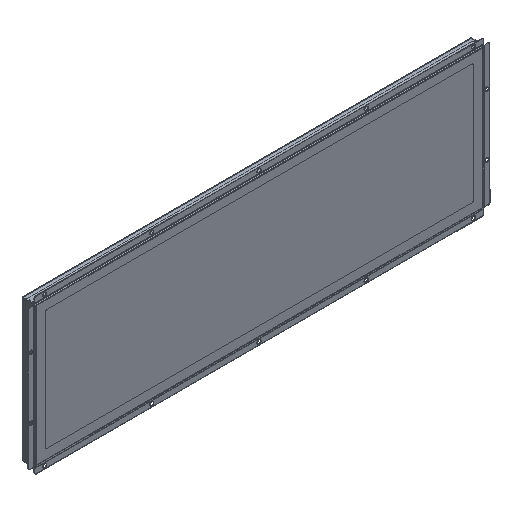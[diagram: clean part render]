
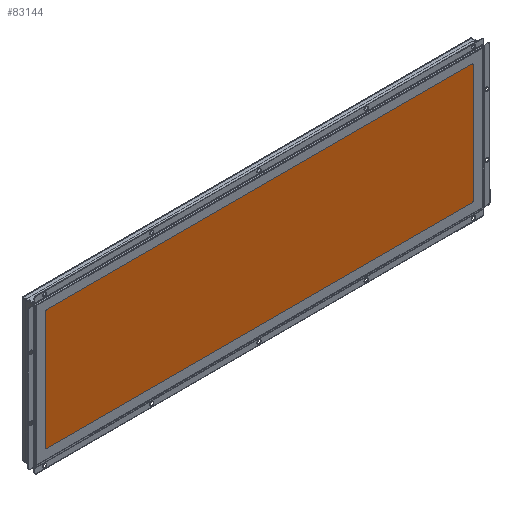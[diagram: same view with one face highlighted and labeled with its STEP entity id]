
A CAD part, isometric view. The second image highlights one B-rep face of the part: STEP entity #83144.
In plain terms, the highlighted face is planar.
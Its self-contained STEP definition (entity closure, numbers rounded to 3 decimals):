
#5244=PLANE('',#88131);
#8294=FACE_OUTER_BOUND('',#12736,.T.);
#12736=EDGE_LOOP('',(#58484,#58485,#58486,#58487,#58488,#58489,#58490,#58491));
#17672=LINE('',#117552,#26853);
#17673=LINE('',#117556,#26854);
#17674=LINE('',#117560,#26855);
#17675=LINE('',#117563,#26856);
#26853=VECTOR('',#95053,10.);
#26854=VECTOR('',#95056,10.);
#26855=VECTOR('',#95059,10.);
#26856=VECTOR('',#95062,10.);
#36017=CIRCLE('',#88109,2.);
#36018=CIRCLE('',#88110,2.);
#36019=CIRCLE('',#88111,2.);
#36020=CIRCLE('',#88112,2.);
#38291=VERTEX_POINT('',#117548);
#38292=VERTEX_POINT('',#117549);
#38293=VERTEX_POINT('',#117551);
#38294=VERTEX_POINT('',#117553);
#38295=VERTEX_POINT('',#117555);
#38296=VERTEX_POINT('',#117557);
#38297=VERTEX_POINT('',#117559);
#38298=VERTEX_POINT('',#117561);
#46209=EDGE_CURVE('',#38291,#38292,#36017,.T.);
#46210=EDGE_CURVE('',#38293,#38291,#17672,.T.);
#46211=EDGE_CURVE('',#38294,#38293,#36018,.T.);
#46212=EDGE_CURVE('',#38295,#38294,#17673,.T.);
#46213=EDGE_CURVE('',#38296,#38295,#36019,.T.);
#46214=EDGE_CURVE('',#38297,#38296,#17674,.T.);
#46215=EDGE_CURVE('',#38298,#38297,#36020,.T.);
#46216=EDGE_CURVE('',#38292,#38298,#17675,.T.);
#58484=ORIENTED_EDGE('',*,*,#46209,.T.);
#58485=ORIENTED_EDGE('',*,*,#46216,.T.);
#58486=ORIENTED_EDGE('',*,*,#46215,.T.);
#58487=ORIENTED_EDGE('',*,*,#46214,.T.);
#58488=ORIENTED_EDGE('',*,*,#46213,.T.);
#58489=ORIENTED_EDGE('',*,*,#46212,.T.);
#58490=ORIENTED_EDGE('',*,*,#46211,.T.);
#58491=ORIENTED_EDGE('',*,*,#46210,.T.);
#83144=ADVANCED_FACE('',(#8294),#5244,.T.);
#88109=AXIS2_PLACEMENT_3D('',#117550,#95051,#95052);
#88110=AXIS2_PLACEMENT_3D('',#117554,#95054,#95055);
#88111=AXIS2_PLACEMENT_3D('',#117558,#95057,#95058);
#88112=AXIS2_PLACEMENT_3D('',#117562,#95060,#95061);
#88131=AXIS2_PLACEMENT_3D('',#117614,#95119,#95120);
#95051=DIRECTION('center_axis',(0.,0.,1.));
#95052=DIRECTION('ref_axis',(-1.,0.,0.));
#95053=DIRECTION('',(0.,1.,0.));
#95054=DIRECTION('center_axis',(0.,0.,1.));
#95055=DIRECTION('ref_axis',(0.,1.,0.));
#95056=DIRECTION('',(1.,0.,0.));
#95057=DIRECTION('center_axis',(0.,0.,1.));
#95058=DIRECTION('ref_axis',(1.,0.,0.));
#95059=DIRECTION('',(0.,-1.,0.));
#95060=DIRECTION('center_axis',(0.,0.,1.));
#95061=DIRECTION('ref_axis',(0.,-1.,0.));
#95062=DIRECTION('',(-1.,0.,0.));
#95119=DIRECTION('center_axis',(0.,0.,1.));
#95120=DIRECTION('ref_axis',(1.,0.,0.));
#117548=CARTESIAN_POINT('',(349.2,96.213,15.2));
#117549=CARTESIAN_POINT('',(347.2,98.213,15.2));
#117550=CARTESIAN_POINT('Origin',(347.2,96.213,15.2));
#117551=CARTESIAN_POINT('',(349.2,-96.213,15.2));
#117552=CARTESIAN_POINT('',(349.2,-48.106,15.2));
#117553=CARTESIAN_POINT('',(347.2,-98.212,15.2));
#117554=CARTESIAN_POINT('Origin',(347.2,-96.213,15.2));
#117555=CARTESIAN_POINT('',(-347.2,-98.213,15.2));
#117556=CARTESIAN_POINT('',(-173.6,-98.213,15.2));
#117557=CARTESIAN_POINT('',(-349.2,-96.213,15.2));
#117558=CARTESIAN_POINT('Origin',(-347.2,-96.213,15.2));
#117559=CARTESIAN_POINT('',(-349.2,96.212,15.2));
#117560=CARTESIAN_POINT('',(-349.2,48.106,15.2));
#117561=CARTESIAN_POINT('',(-347.2,98.212,15.2));
#117562=CARTESIAN_POINT('Origin',(-347.2,96.212,15.2));
#117563=CARTESIAN_POINT('',(173.6,98.213,15.2));
#117614=CARTESIAN_POINT('Origin',(0.,0.,
15.2));
